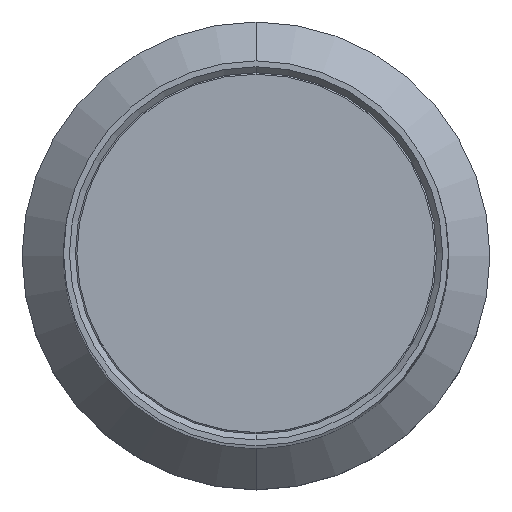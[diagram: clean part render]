
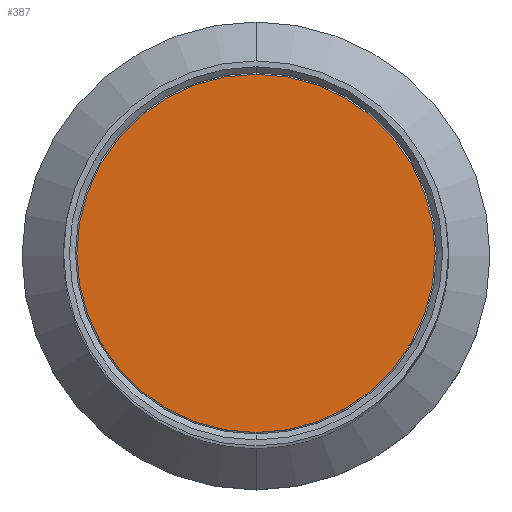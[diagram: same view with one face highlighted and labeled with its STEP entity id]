
A CAD part, top view. The second image highlights one B-rep face of the part: STEP entity #387.
In plain terms, the highlighted face is planar.
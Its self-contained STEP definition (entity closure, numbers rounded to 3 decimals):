
#198=CARTESIAN_POINT('',(0.,0.,0.));
#199=DIRECTION('',(0.,0.,1.));
#200=DIRECTION('',(-1.,0.,0.));
#201=AXIS2_PLACEMENT_3D('',#198,#199,#200);
#206=CARTESIAN_POINT('',(0.,0.,0.));
#207=DIRECTION('',(0.,0.,1.));
#208=DIRECTION('',(1.,0.,0.));
#209=AXIS2_PLACEMENT_3D('',#206,#207,#208);
#228=CARTESIAN_POINT('',(3.025,0.,0.));
#229=VERTEX_POINT('',#228);
#230=CARTESIAN_POINT('',(-3.025,0.,0.));
#231=VERTEX_POINT('',#230);
#378=CARTESIAN_POINT('',(0.,0.,0.));
#379=DIRECTION('',(0.,0.,1.));
#380=DIRECTION('',(-1.,0.,0.));
#381=AXIS2_PLACEMENT_3D('',#378,#379,#380);
#382=PLANE('',#381);
#383=ORIENTED_EDGE('',*,*,#371,.T.);
#384=ORIENTED_EDGE('',*,*,#343,.T.);
#385=EDGE_LOOP('',(#383,#384));
#386=FACE_OUTER_BOUND('',#385,.F.);
#387=ADVANCED_FACE('',(#386),#382,.F.);
#202=CIRCLE('',#201,3.025);
#210=CIRCLE('',#209,3.025);
#343=EDGE_CURVE('',#229,#231,#210,.T.);
#371=EDGE_CURVE('',#231,#229,#202,.T.);
